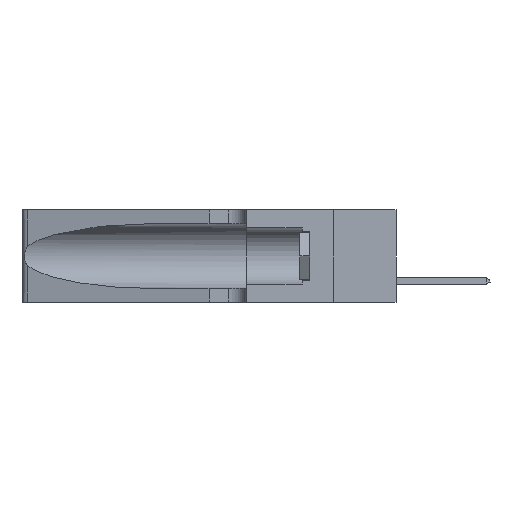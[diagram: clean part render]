
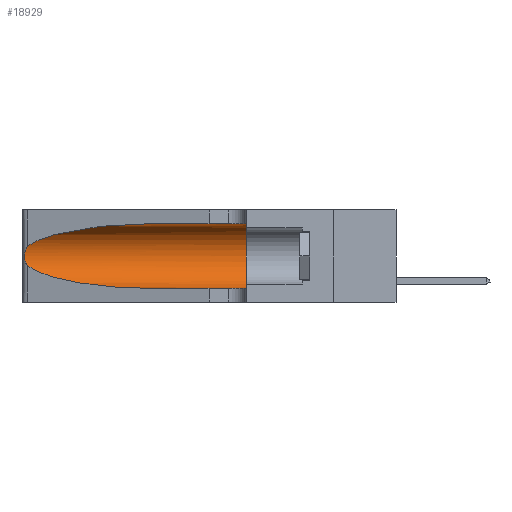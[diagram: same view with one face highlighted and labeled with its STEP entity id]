
A CAD part, left-side view. The second image highlights one B-rep face of the part: STEP entity #18929.
In plain terms, the highlighted cylindrical face has radius 3.308 mm (diameter 6.617 mm), a partial arc.
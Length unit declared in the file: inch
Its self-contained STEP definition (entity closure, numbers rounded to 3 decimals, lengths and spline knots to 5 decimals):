
#2000 = CARTESIAN_POINT ( 'NONE',  ( 0.25856, 1.23593, 0.16098 ) ) ;
#2131 = CARTESIAN_POINT ( 'NONE',  ( 0.18966, 0.96281, 0.31525 ) ) ;
#3964 = VERTEX_POINT ( 'NONE', #30984 ) ;
#4528 = CARTESIAN_POINT ( 'NONE',  ( 0.1305, 0.35, 0.31525 ) ) ;
#5682 = DIRECTION ( 'NONE',  ( 0., 1., 0. ) ) ;
#6864 = CARTESIAN_POINT ( 'NONE',  ( 0.1305, 1.61858, 0.185 ) ) ;
#7039 = CARTESIAN_POINT ( 'NONE',  ( 0.18966, 0.96281, 0.05475 ) ) ;
#7659 = FACE_OUTER_BOUND ( 'NONE', #30725, .T. ) ;
#8123 = EDGE_CURVE ( 'NONE', #31340, #21416, #16066, .T. ) ;
#10299 = VERTEX_POINT ( 'NONE', #17187 ) ;
#10421 = VECTOR ( 'NONE', #41053, 39.37008 ) ;
#10939 = CARTESIAN_POINT ( 'NONE',  ( 0.1305, 0.72297, 0.05475 ) ) ;
#10948 = LINE ( 'NONE', #16144, #10421 ) ;
#12550 = CIRCLE ( 'NONE', #23652, 0.13025 ) ;
#12693 = CARTESIAN_POINT ( 'NONE',  ( 0.26075, 1.23896, 0.19203 ) ) ;
#13230 = CARTESIAN_POINT ( 'NONE',  ( 0.1305, 0.35, 0.185 ) ) ;
#16066 =( BOUNDED_CURVE ( )  B_SPLINE_CURVE ( 3, ( #19998, #2131, #30372, #27144 ),
 .UNSPECIFIED., .F., .T. ) 
 B_SPLINE_CURVE_WITH_KNOTS ( ( 4, 4 ),
 ( 1.5708, 2.84003 ),
 .UNSPECIFIED. ) 
 CURVE ( )  GEOMETRIC_REPRESENTATION_ITEM ( )  RATIONAL_B_SPLINE_CURVE ( ( 1., 0.87, 0.87, 1. ) ) 
 REPRESENTATION_ITEM ( '' )  );
#16144 = CARTESIAN_POINT ( 'NONE',  ( 0.1305, 1.61858, 0.05475 ) ) ;
#16203 = EDGE_CURVE ( 'NONE', #37638, #26498, #12550, .T. ) ;
#17187 = CARTESIAN_POINT ( 'NONE',  ( 0.25487, 1.22718, 0.14631 ) ) ;
#17809 = CARTESIAN_POINT ( 'NONE',  ( 0.25487, 1.22718, 0.22369 ) ) ;
#18929 = ADVANCED_FACE ( 'NONE', ( #7659 ), #44498, .F. ) ;
#19874 = CARTESIAN_POINT ( 'NONE',  ( 0.25487, 1.22718, 0.14631 ) ) ;
#19998 = CARTESIAN_POINT ( 'NONE',  ( 0.1305, 0.72297, 0.31525 ) ) ;
#20797 = ORIENTED_EDGE ( 'NONE', *, *, #16203, .F. ) ;
#20959 = EDGE_CURVE ( 'NONE', #10299, #3964, #24403, .T. ) ;
#21416 = VERTEX_POINT ( 'NONE', #17809 ) ;
#21502 = CARTESIAN_POINT ( 'NONE',  ( 0.25555, 1.22993, 0.14849 ) ) ;
#22001 = ORIENTED_EDGE ( 'NONE', *, *, #22807, .F. ) ;
#22807 = EDGE_CURVE ( 'NONE', #31340, #37638, #39239, .T. ) ;
#23433 = CARTESIAN_POINT ( 'NONE',  ( 0.25787, 1.23484, 0.2124 ) ) ;
#23652 = AXIS2_PLACEMENT_3D ( 'NONE', #13230, #5682, #44927 ) ;
#24403 =( BOUNDED_CURVE ( )  B_SPLINE_CURVE ( 3, ( #19874, #28852, #7039, #10939 ),
 .UNSPECIFIED., .F., .T. ) 
 B_SPLINE_CURVE_WITH_KNOTS ( ( 4, 4 ),
 ( 3.44316, 4.71239 ),
 .UNSPECIFIED. ) 
 CURVE ( )  GEOMETRIC_REPRESENTATION_ITEM ( )  RATIONAL_B_SPLINE_CURVE ( ( 1., 0.87, 0.87, 1. ) ) 
 REPRESENTATION_ITEM ( '' )  );
#24755 = ORIENTED_EDGE ( 'NONE', *, *, #28241, .T. ) ;
#26498 = VERTEX_POINT ( 'NONE', #31015 ) ;
#26871 = CARTESIAN_POINT ( 'NONE',  ( 0.25854, 1.2359, 0.20912 ) ) ;
#27144 = CARTESIAN_POINT ( 'NONE',  ( 0.25487, 1.22718, 0.22369 ) ) ;
#27181 = CARTESIAN_POINT ( 'NONE',  ( 0.25639, 1.23184, 0.21858 ) ) ;
#27240 = CARTESIAN_POINT ( 'NONE',  ( 0.1305, 0.72297, 0.31525 ) ) ;
#27277 = DIRECTION ( 'NONE',  ( 0., -1., 0. ) ) ;
#27796 = DIRECTION ( 'NONE',  ( 0., 0., -1. ) ) ;
#28208 = CARTESIAN_POINT ( 'NONE',  ( 0.25487, 1.22718, 0.14631 ) ) ;
#28241 = EDGE_CURVE ( 'NONE', #3964, #26498, #10948, .T. ) ;
#28490 = AXIS2_PLACEMENT_3D ( 'NONE', #6864, #38371, #27796 ) ;
#28852 = CARTESIAN_POINT ( 'NONE',  ( 0.2373, 1.15595, 0.08982 ) ) ;
#30372 = CARTESIAN_POINT ( 'NONE',  ( 0.2373, 1.15595, 0.28018 ) ) ;
#30577 = CARTESIAN_POINT ( 'NONE',  ( 0.25789, 1.23486, 0.15765 ) ) ;
#30725 = EDGE_LOOP ( 'NONE', ( #41512, #41590, #36529, #24755, #20797, #22001 ) ) ;
#30984 = CARTESIAN_POINT ( 'NONE',  ( 0.1305, 0.72297, 0.05475 ) ) ;
#31015 = CARTESIAN_POINT ( 'NONE',  ( 0.1305, 0.35, 0.05475 ) ) ;
#31340 = VERTEX_POINT ( 'NONE', #27240 ) ;
#34063 = CARTESIAN_POINT ( 'NONE',  ( 0.26018, 1.23835, 0.19895 ) ) ;
#34300 = CARTESIAN_POINT ( 'NONE',  ( 0.1305, 1.61858, 0.31525 ) ) ;
#36529 = ORIENTED_EDGE ( 'NONE', *, *, #20959, .T. ) ;
#37444 = CARTESIAN_POINT ( 'NONE',  ( 0.25555, 1.22994, 0.2215 ) ) ;
#37588 = CARTESIAN_POINT ( 'NONE',  ( 0.26075, 1.23896, 0.178 ) ) ;
#37638 = VERTEX_POINT ( 'NONE', #4528 ) ;
#38371 = DIRECTION ( 'NONE',  ( 0., -1., 0. ) ) ;
#39239 = LINE ( 'NONE', #34300, #45326 ) ;
#40809 = EDGE_CURVE ( 'NONE', #21416, #10299, #44284, .T. ) ;
#41053 = DIRECTION ( 'NONE',  ( 0., -1., 0. ) ) ;
#41177 = CARTESIAN_POINT ( 'NONE',  ( 0.26017, 1.23833, 0.17102 ) ) ;
#41330 = CARTESIAN_POINT ( 'NONE',  ( 0.25639, 1.23186, 0.15144 ) ) ;
#41512 = ORIENTED_EDGE ( 'NONE', *, *, #8123, .T. ) ;
#41590 = ORIENTED_EDGE ( 'NONE', *, *, #40809, .T. ) ;
#44284 = B_SPLINE_CURVE_WITH_KNOTS ( 'NONE', 3,
 ( #44416, #37444, #27181, #23433, #26871, #34063, #12693, #37588, #41177, #2000, #30577, #41330, #21502, #28208 ),
 .UNSPECIFIED., .F., .F.,
 ( 4, 2, 2, 2, 2, 2, 4 ),
 ( 0., 0.00027, 0.00053, 0.00107, 0.0016, 0.00187, 0.00214 ),
 .UNSPECIFIED. ) ;
#44416 = CARTESIAN_POINT ( 'NONE',  ( 0.25487, 1.22718, 0.22369 ) ) ;
#44498 = CYLINDRICAL_SURFACE ( 'NONE', #28490, 0.13025 ) ;
#44927 = DIRECTION ( 'NONE',  ( 0., 0., 1. ) ) ;
#45326 = VECTOR ( 'NONE', #27277, 39.37008 ) ;
